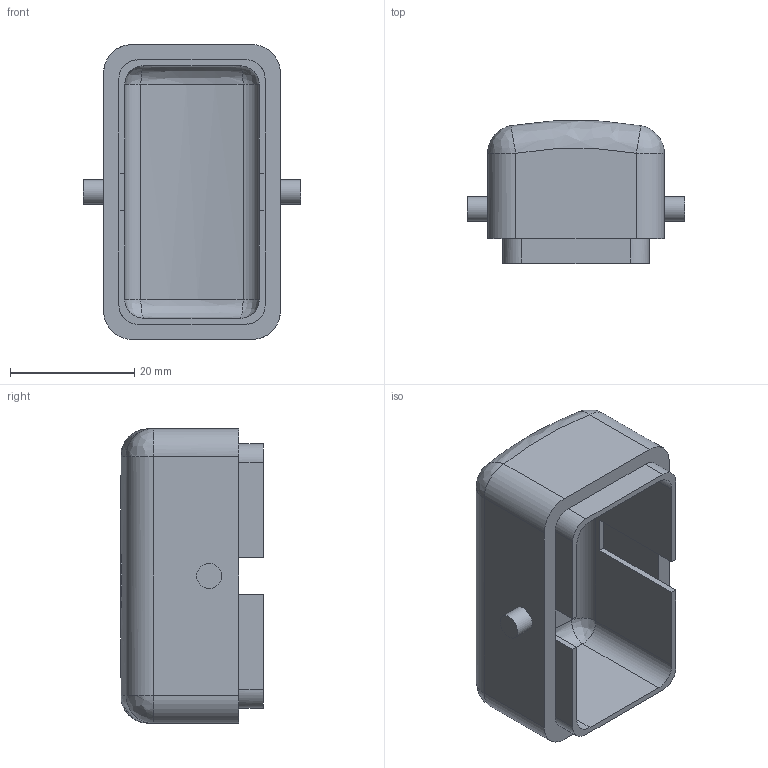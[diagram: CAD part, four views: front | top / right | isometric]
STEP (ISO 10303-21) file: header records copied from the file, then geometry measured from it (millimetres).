
FILE_DESCRIPTION(( 'HARTING HARTING HARTING HARTING HARTING HARTING HARTING HARTING HARTING', 'This Document is valid for Parts No. 09 14 001 5401'),'2;1');
FILE_NAME('MD_09140015401_R411941.stp', '2008-05-07T09:27:05',('ITIS-3'),('HARTING KGaA, D-32339 Espelkamp'), 'I-DEAS Master Series 10','HP-UNIX','Yes');
FILE_SCHEMA(('AUTOMOTIVE_DESIGN { 1 0 10303 214 1 1 1 1 }'));
Length unit declared in the file: millimetre
Products named in the file (1): Han 1Mod-AK
Bounding box: 35 x 23 x 47.4 mm (x, y, z)
Volume: 10298.9 mm3; surface area: 7877.1 mm2
Topology: 1 solids, 1 shells, 164 faces, 412 edges, 260 vertices
Faces by surface type: bspline 164
Entity records: 5240 total; most frequent: CARTESIAN_POINT 2482, ORIENTED_EDGE 808, EDGE_CURVE 404, OVER_RIDING_STYLED_ITEM 281, VERTEX_POINT 260, EDGE_LOOP 182, B_SPLINE_CURVE_WITH_KNOTS 173, FACE_OUTER_BOUND 164
